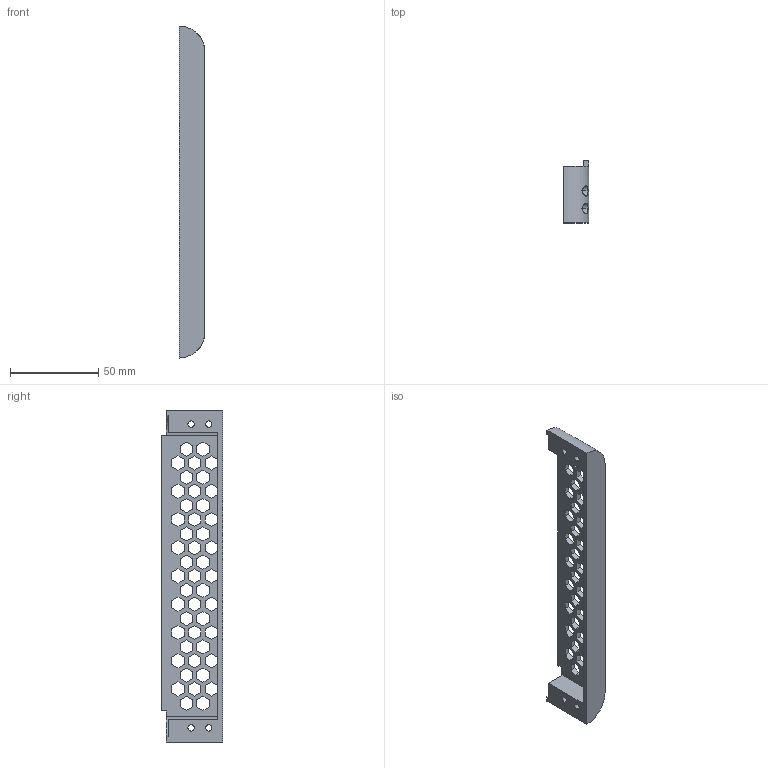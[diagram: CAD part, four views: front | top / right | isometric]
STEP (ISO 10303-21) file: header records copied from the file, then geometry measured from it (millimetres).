
FILE_DESCRIPTION (( 'STEP AP214' ), '1' );
FILE_NAME ('front_grid.STEP', '2022-01-18T08:51:07', ( '' ), ( '' ), 'SwSTEP 2.0', 'SolidWorks 2017', '' );
FILE_SCHEMA (( 'AUTOMOTIVE_DESIGN' ));
Length unit declared in the file: millimetre
Products named in the file (1): front_grid
Bounding box: 14.5 x 35 x 188 mm (x, y, z)
Volume: 24704.8 mm3; surface area: 19582.4 mm2
Topology: 1 solids, 1 shells, 320 faces, 942 edges, 628 vertices
Faces by surface type: plane 300, cylinder 20
Entity records: 10938 total; most frequent: CARTESIAN_POINT 2147, ORIENTED_EDGE 1884, DIRECTION 1610, EDGE_CURVE 942, VECTOR 900, LINE 900, VERTEX_POINT 628, EDGE_LOOP 426
